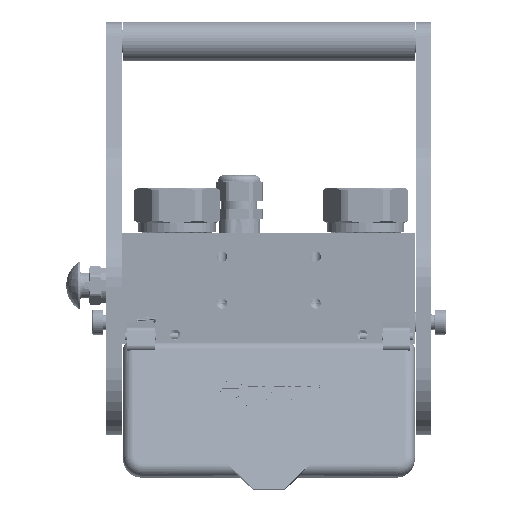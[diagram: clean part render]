
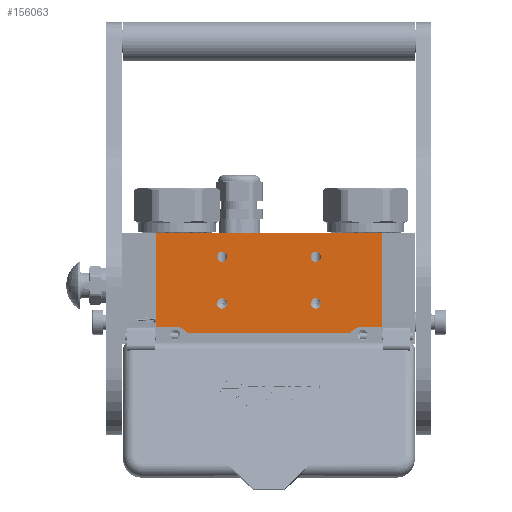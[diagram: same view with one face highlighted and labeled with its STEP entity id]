
A CAD part, left-side view. The second image highlights one B-rep face of the part: STEP entity #156063.
In plain terms, the highlighted face is planar.
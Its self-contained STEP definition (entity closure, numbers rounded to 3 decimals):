
#347 = AXIS2_PLACEMENT_3D ( 'NONE', #134023, #119787, #97743 ) ;
#1741 = CIRCLE ( 'NONE', #101052, 3.3 ) ;
#2276 = ORIENTED_EDGE ( 'NONE', *, *, #55999, .F. ) ;
#2789 = CARTESIAN_POINT ( 'NONE',  ( 64., 18.3, -108. ) ) ;
#7499 = EDGE_LOOP ( 'NONE', ( #117465, #100002 ) ) ;
#8757 = CARTESIAN_POINT ( 'NONE',  ( 166.7, 0., -108. ) ) ;
#8909 = CIRCLE ( 'NONE', #347, 3.3 ) ;
#9060 = VECTOR ( 'NONE', #139409, 1000. ) ;
#10218 = VERTEX_POINT ( 'NONE', #148630 ) ;
#10625 = DIRECTION ( 'NONE',  ( 0., 0., -1. ) ) ;
#12869 = CIRCLE ( 'NONE', #141084, 3.3 ) ;
#14651 = CARTESIAN_POINT ( 'NONE',  ( 145.854, 64.2, -108. ) ) ;
#15090 = EDGE_CURVE ( 'NONE', #105359, #138349, #1741, .T. ) ;
#15254 = DIRECTION ( 'NONE',  ( 0., -1., 0. ) ) ;
#15537 = EDGE_CURVE ( 'NONE', #16407, #20379, #112956, .T. ) ;
#16407 = VERTEX_POINT ( 'NONE', #14651 ) ;
#16710 = DIRECTION ( 'NONE',  ( 0., -1., 0. ) ) ;
#17146 = DIRECTION ( 'NONE',  ( 0., -1., 0. ) ) ;
#18806 = DIRECTION ( 'NONE',  ( -1., 0., 0. ) ) ;
#18895 = DIRECTION ( 'NONE',  ( 0., 1., 0. ) ) ;
#18998 = CARTESIAN_POINT ( 'NONE',  ( 124., 11.7, -108. ) ) ;
#19432 = DIRECTION ( 'NONE',  ( 0., 0., -1. ) ) ;
#20379 = VERTEX_POINT ( 'NONE', #71809 ) ;
#20788 = DIRECTION ( 'NONE',  ( 0., -1., 0. ) ) ;
#21097 = VERTEX_POINT ( 'NONE', #99626 ) ;
#21109 = EDGE_CURVE ( 'NONE', #29845, #33296, #99443, .T. ) ;
#23790 = ORIENTED_EDGE ( 'NONE', *, *, #137584, .T. ) ;
#23866 = VECTOR ( 'NONE', #142565, 1000. ) ;
#24563 = DIRECTION ( 'NONE',  ( 0., 1., 0. ) ) ;
#25210 = VERTEX_POINT ( 'NONE', #57624 ) ;
#28973 = EDGE_CURVE ( 'NONE', #21097, #25210, #55113, .T. ) ;
#29845 = VERTEX_POINT ( 'NONE', #102415 ) ;
#30339 = ORIENTED_EDGE ( 'NONE', *, *, #133688, .F. ) ;
#31237 = PLANE ( 'NONE',  #42137 ) ;
#32071 = EDGE_LOOP ( 'NONE', ( #30339, #105676 ) ) ;
#32538 = EDGE_LOOP ( 'NONE', ( #152817, #60991 ) ) ;
#33296 = VERTEX_POINT ( 'NONE', #2789 ) ;
#34416 = CARTESIAN_POINT ( 'NONE',  ( 21.3, 60., -108. ) ) ;
#35374 = FACE_BOUND ( 'NONE', #32538, .T. ) ;
#36825 = EDGE_CURVE ( 'NONE', #10218, #97106, #118067, .T. ) ;
#36859 = EDGE_CURVE ( 'NONE', #25210, #118954, #42577, .T. ) ;
#37794 = ORIENTED_EDGE ( 'NONE', *, *, #36859, .T. ) ;
#39012 = CARTESIAN_POINT ( 'NONE',  ( 124., 15., -108. ) ) ;
#39816 = EDGE_LOOP ( 'NONE', ( #95141, #23790, #43120, #37794, #113666, #47640, #104385, #152215 ) ) ;
#42137 = AXIS2_PLACEMENT_3D ( 'NONE', #54463, #66555, #150998 ) ;
#42577 = LINE ( 'NONE', #34416, #23866 ) ;
#43120 = ORIENTED_EDGE ( 'NONE', *, *, #28973, .T. ) ;
#44580 = VERTEX_POINT ( 'NONE', #18998 ) ;
#47599 = CARTESIAN_POINT ( 'NONE',  ( 166.7, 60., -108. ) ) ;
#47640 = ORIENTED_EDGE ( 'NONE', *, *, #15537, .F. ) ;
#51125 = CIRCLE ( 'NONE', #155383, 10. ) ;
#51320 = VECTOR ( 'NONE', #148675, 1000. ) ;
#52632 = DIRECTION ( 'NONE',  ( 0., 0., -1. ) ) ;
#52742 = EDGE_LOOP ( 'NONE', ( #153680, #2276 ) ) ;
#54309 = VERTEX_POINT ( 'NONE', #103483 ) ;
#54463 = CARTESIAN_POINT ( 'NONE',  ( 166.7, 0., -108. ) ) ;
#54473 = CARTESIAN_POINT ( 'NONE',  ( 124., 48.3, -108. ) ) ;
#55113 = LINE ( 'NONE', #112228, #51320 ) ;
#55309 = AXIS2_PLACEMENT_3D ( 'NONE', #124877, #52632, #16710 ) ;
#55522 = DIRECTION ( 'NONE',  ( 0., 0., -1. ) ) ;
#55999 = EDGE_CURVE ( 'NONE', #33296, #29845, #114766, .T. ) ;
#56150 = FACE_BOUND ( 'NONE', #7499, .T. ) ;
#56569 = CARTESIAN_POINT ( 'NONE',  ( 34., 70., -108. ) ) ;
#57624 = CARTESIAN_POINT ( 'NONE',  ( 21.3, 60., -108. ) ) ;
#58158 = DIRECTION ( 'NONE',  ( -1., 0., 0. ) ) ;
#58413 = AXIS2_PLACEMENT_3D ( 'NONE', #39012, #135567, #15254 ) ;
#60991 = ORIENTED_EDGE ( 'NONE', *, *, #98391, .F. ) ;
#63447 = AXIS2_PLACEMENT_3D ( 'NONE', #68418, #19432, #18895 ) ;
#64683 = VECTOR ( 'NONE', #18806, 1000. ) ;
#66555 = DIRECTION ( 'NONE',  ( 0., 0., -1. ) ) ;
#67375 = AXIS2_PLACEMENT_3D ( 'NONE', #77336, #137431, #17146 ) ;
#68418 = CARTESIAN_POINT ( 'NONE',  ( 124., 45., -108. ) ) ;
#69574 = VERTEX_POINT ( 'NONE', #8757 ) ;
#71809 = CARTESIAN_POINT ( 'NONE',  ( 42.146, 64.2, -108. ) ) ;
#76108 = LINE ( 'NONE', #91138, #64683 ) ;
#77336 = CARTESIAN_POINT ( 'NONE',  ( 64., 45., -108. ) ) ;
#81381 = CARTESIAN_POINT ( 'NONE',  ( 154., 70., -108. ) ) ;
#83144 = DIRECTION ( 'NONE',  ( 0., 0., -1. ) ) ;
#83770 = EDGE_CURVE ( 'NONE', #138349, #105359, #120961, .T. ) ;
#83974 = CARTESIAN_POINT ( 'NONE',  ( 64., 41.7, -108. ) ) ;
#84455 = EDGE_CURVE ( 'NONE', #153259, #154150, #105727, .T. ) ;
#84555 = DIRECTION ( 'NONE',  ( -1., 0., 0. ) ) ;
#90942 = DIRECTION ( 'NONE',  ( 0., 0., -1. ) ) ;
#91138 = CARTESIAN_POINT ( 'NONE',  ( 166.7, 0., -108. ) ) ;
#92787 = CIRCLE ( 'NONE', #58413, 3.3 ) ;
#93756 = EDGE_CURVE ( 'NONE', #20379, #118954, #51125, .T. ) ;
#94033 = FACE_BOUND ( 'NONE', #52742, .T. ) ;
#95141 = ORIENTED_EDGE ( 'NONE', *, *, #146826, .F. ) ;
#96505 = AXIS2_PLACEMENT_3D ( 'NONE', #81381, #10625, #106172 ) ;
#96886 = CARTESIAN_POINT ( 'NONE',  ( 64., 45., -108. ) ) ;
#97106 = VERTEX_POINT ( 'NONE', #113920 ) ;
#97743 = DIRECTION ( 'NONE',  ( 0., 1., 0. ) ) ;
#98391 = EDGE_CURVE ( 'NONE', #54309, #44580, #8909, .T. ) ;
#99443 = CIRCLE ( 'NONE', #55309, 3.3 ) ;
#99626 = CARTESIAN_POINT ( 'NONE',  ( 21.3, 0., -108. ) ) ;
#100002 = ORIENTED_EDGE ( 'NONE', *, *, #15090, .F. ) ;
#101052 = AXIS2_PLACEMENT_3D ( 'NONE', #96886, #83144, #24563 ) ;
#102415 = CARTESIAN_POINT ( 'NONE',  ( 64., 11.7, -108. ) ) ;
#103483 = CARTESIAN_POINT ( 'NONE',  ( 124., 18.3, -108. ) ) ;
#104075 = DIRECTION ( 'NONE',  ( 0.815, -0.58, 0. ) ) ;
#104385 = ORIENTED_EDGE ( 'NONE', *, *, #117207, .F. ) ;
#105359 = VERTEX_POINT ( 'NONE', #119285 ) ;
#105676 = ORIENTED_EDGE ( 'NONE', *, *, #84455, .F. ) ;
#105727 = CIRCLE ( 'NONE', #63447, 3.3 ) ;
#106172 = DIRECTION ( 'NONE',  ( 0., -1., 0. ) ) ;
#111311 = AXIS2_PLACEMENT_3D ( 'NONE', #138860, #55522, #113501 ) ;
#112228 = CARTESIAN_POINT ( 'NONE',  ( 21.3, 0., -108. ) ) ;
#112897 = LINE ( 'NONE', #150018, #9060 ) ;
#112956 = LINE ( 'NONE', #130389, #131908 ) ;
#113501 = DIRECTION ( 'NONE',  ( 0., 1., 0. ) ) ;
#113666 = ORIENTED_EDGE ( 'NONE', *, *, #93756, .F. ) ;
#113920 = CARTESIAN_POINT ( 'NONE',  ( 154., 60., -108. ) ) ;
#114232 = CARTESIAN_POINT ( 'NONE',  ( 124., 41.7, -108. ) ) ;
#114766 = CIRCLE ( 'NONE', #111311, 3.3 ) ;
#116278 = VECTOR ( 'NONE', #84555, 1000. ) ;
#116471 = CARTESIAN_POINT ( 'NONE',  ( 34., 60., -108. ) ) ;
#117207 = EDGE_CURVE ( 'NONE', #97106, #16407, #145308, .T. ) ;
#117465 = ORIENTED_EDGE ( 'NONE', *, *, #83770, .F. ) ;
#118067 = LINE ( 'NONE', #47599, #116278 ) ;
#118954 = VERTEX_POINT ( 'NONE', #116471 ) ;
#119285 = CARTESIAN_POINT ( 'NONE',  ( 64., 48.3, -108. ) ) ;
#119787 = DIRECTION ( 'NONE',  ( 0., 0., -1. ) ) ;
#120961 = CIRCLE ( 'NONE', #67375, 3.3 ) ;
#124877 = CARTESIAN_POINT ( 'NONE',  ( 64., 15., -108. ) ) ;
#127906 = FACE_BOUND ( 'NONE', #32071, .T. ) ;
#130389 = CARTESIAN_POINT ( 'NONE',  ( 145.854, 64.2, -108. ) ) ;
#131908 = VECTOR ( 'NONE', #58158, 1000. ) ;
#133688 = EDGE_CURVE ( 'NONE', #154150, #153259, #12869, .T. ) ;
#134023 = CARTESIAN_POINT ( 'NONE',  ( 124., 15., -108. ) ) ;
#135567 = DIRECTION ( 'NONE',  ( 0., 0., -1. ) ) ;
#137431 = DIRECTION ( 'NONE',  ( 0., 0., -1. ) ) ;
#137584 = EDGE_CURVE ( 'NONE', #69574, #21097, #76108, .T. ) ;
#138349 = VERTEX_POINT ( 'NONE', #83974 ) ;
#138860 = CARTESIAN_POINT ( 'NONE',  ( 64., 15., -108. ) ) ;
#139409 = DIRECTION ( 'NONE',  ( 0., 1., 0. ) ) ;
#140006 = CARTESIAN_POINT ( 'NONE',  ( 124., 45., -108. ) ) ;
#141039 = DIRECTION ( 'NONE',  ( 0., 0., -1. ) ) ;
#141084 = AXIS2_PLACEMENT_3D ( 'NONE', #140006, #141039, #20788 ) ;
#142565 = DIRECTION ( 'NONE',  ( 1., 0., 0. ) ) ;
#145308 = CIRCLE ( 'NONE', #96505, 10. ) ;
#146826 = EDGE_CURVE ( 'NONE', #69574, #10218, #112897, .T. ) ;
#148618 = FACE_OUTER_BOUND ( 'NONE', #39816, .T. ) ;
#148630 = CARTESIAN_POINT ( 'NONE',  ( 166.7, 60., -108. ) ) ;
#148675 = DIRECTION ( 'NONE',  ( 0., 1., 0. ) ) ;
#150018 = CARTESIAN_POINT ( 'NONE',  ( 166.7, 0., -108. ) ) ;
#150998 = DIRECTION ( 'NONE',  ( -1., 0., 0. ) ) ;
#152215 = ORIENTED_EDGE ( 'NONE', *, *, #36825, .F. ) ;
#152684 = EDGE_CURVE ( 'NONE', #44580, #54309, #92787, .T. ) ;
#152817 = ORIENTED_EDGE ( 'NONE', *, *, #152684, .F. ) ;
#153259 = VERTEX_POINT ( 'NONE', #54473 ) ;
#153680 = ORIENTED_EDGE ( 'NONE', *, *, #21109, .F. ) ;
#154150 = VERTEX_POINT ( 'NONE', #114232 ) ;
#155383 = AXIS2_PLACEMENT_3D ( 'NONE', #56569, #90942, #104075 ) ;
#156063 = ADVANCED_FACE ( 'NONE', ( #127906, #35374, #56150, #94033, #148618 ), #31237, .T. ) ;
